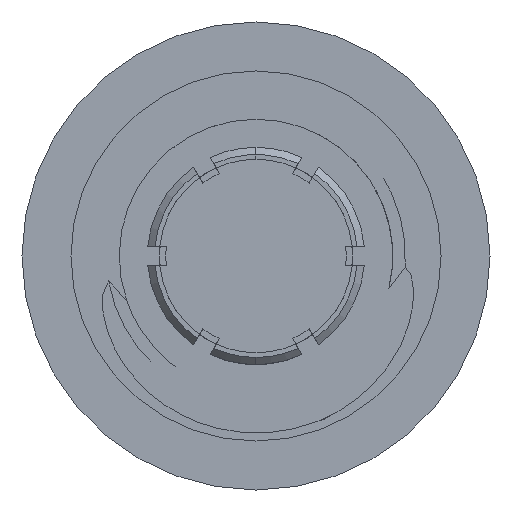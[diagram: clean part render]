
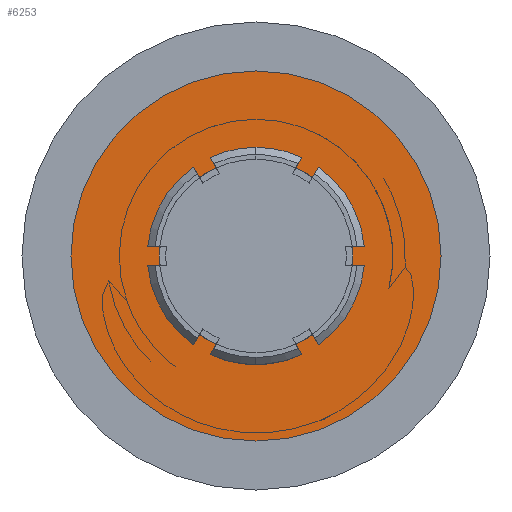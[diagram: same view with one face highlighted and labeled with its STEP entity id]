
A CAD part, left-side view. The second image highlights one B-rep face of the part: STEP entity #6253.
In plain terms, the highlighted face is planar.
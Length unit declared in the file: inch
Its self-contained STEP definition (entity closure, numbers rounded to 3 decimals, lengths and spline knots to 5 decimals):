
#121 = AXIS2_PLACEMENT_3D ( 'NONE', #1695, #2285, #1114 ) ;
#189 = EDGE_LOOP ( 'NONE', ( #6554, #6376 ) ) ;
#271 = VERTEX_POINT ( 'NONE', #6217 ) ;
#696 = EDGE_CURVE ( 'NONE', #271, #3606, #6090, .T. ) ;
#828 = DIRECTION ( 'NONE',  ( 0., 0., 1. ) ) ;
#974 = EDGE_LOOP ( 'NONE', ( #1325, #6508 ) ) ;
#1114 = DIRECTION ( 'NONE',  ( 1., 0., 0. ) ) ;
#1325 = ORIENTED_EDGE ( 'NONE', *, *, #6119, .F. ) ;
#1377 = FACE_OUTER_BOUND ( 'NONE', #189, .T. ) ;
#1468 = DIRECTION ( 'NONE',  ( 1., 0., 0. ) ) ;
#1695 = CARTESIAN_POINT ( 'NONE',  ( 0., 0., -0.087 ) ) ;
#1774 = CIRCLE ( 'NONE', #4512, 0.0405 ) ;
#2285 = DIRECTION ( 'NONE',  ( 0., 0., 1. ) ) ;
#2352 = CARTESIAN_POINT ( 'NONE',  ( -0.0405, 0., -0.087 ) ) ;
#2413 = PLANE ( 'NONE',  #4199 ) ;
#3020 = DIRECTION ( 'NONE',  ( 1., 0., 0. ) ) ;
#3172 = CARTESIAN_POINT ( 'NONE',  ( 0., 0., -0.087 ) ) ;
#3347 = DIRECTION ( 'NONE',  ( 1., 0., 0. ) ) ;
#3606 = VERTEX_POINT ( 'NONE', #6262 ) ;
#4199 = AXIS2_PLACEMENT_3D ( 'NONE', #6052, #4510, #5505 ) ;
#4265 = CIRCLE ( 'NONE', #5909, 0.0775 ) ;
#4386 = CARTESIAN_POINT ( 'NONE',  ( 0., 0., -0.087 ) ) ;
#4510 = DIRECTION ( 'NONE',  ( 0., 0., -1. ) ) ;
#4512 = AXIS2_PLACEMENT_3D ( 'NONE', #4386, #828, #3347 ) ;
#4835 = EDGE_CURVE ( 'NONE', #3606, #271, #4265, .T. ) ;
#5175 = CIRCLE ( 'NONE', #121, 0.0405 ) ;
#5262 = DIRECTION ( 'NONE',  ( 0., 0., 1. ) ) ;
#5382 = VERTEX_POINT ( 'NONE', #6652 ) ;
#5505 = DIRECTION ( 'NONE',  ( -1., 0., 0. ) ) ;
#5593 = CARTESIAN_POINT ( 'NONE',  ( 0., 0., -0.087 ) ) ;
#5604 = VERTEX_POINT ( 'NONE', #2352 ) ;
#5909 = AXIS2_PLACEMENT_3D ( 'NONE', #3172, #5262, #3020 ) ;
#5993 = EDGE_CURVE ( 'NONE', #5382, #5604, #5175, .T. ) ;
#6052 = CARTESIAN_POINT ( 'NONE',  ( 0., 0.07173, -0.087 ) ) ;
#6090 = CIRCLE ( 'NONE', #6323, 0.0775 ) ;
#6119 = EDGE_CURVE ( 'NONE', #5604, #5382, #1774, .T. ) ;
#6217 = CARTESIAN_POINT ( 'NONE',  ( -0.0775, 0., -0.087 ) ) ;
#6253 = ADVANCED_FACE ( 'NONE', ( #6540, #1377 ), #2413, .F. ) ;
#6262 = CARTESIAN_POINT ( 'NONE',  ( 0.0775, 0., -0.087 ) ) ;
#6323 = AXIS2_PLACEMENT_3D ( 'NONE', #5593, #6594, #1468 ) ;
#6376 = ORIENTED_EDGE ( 'NONE', *, *, #696, .T. ) ;
#6508 = ORIENTED_EDGE ( 'NONE', *, *, #5993, .F. ) ;
#6540 = FACE_BOUND ( 'NONE', #974, .T. ) ;
#6554 = ORIENTED_EDGE ( 'NONE', *, *, #4835, .T. ) ;
#6594 = DIRECTION ( 'NONE',  ( 0., 0., 1. ) ) ;
#6652 = CARTESIAN_POINT ( 'NONE',  ( 0.0405, 0., -0.087 ) ) ;
